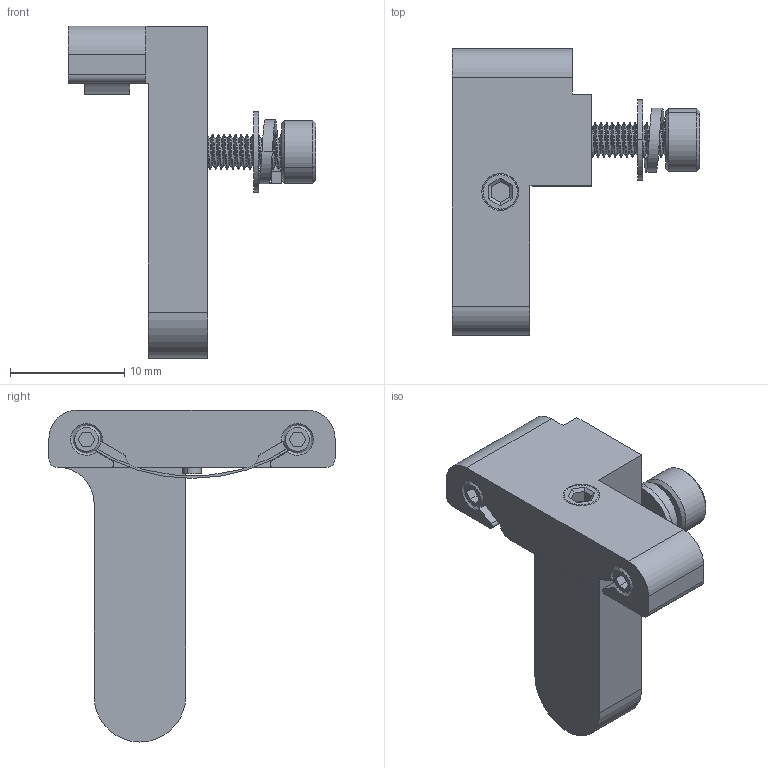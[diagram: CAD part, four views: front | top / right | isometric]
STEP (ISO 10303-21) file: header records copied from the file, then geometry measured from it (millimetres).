
FILE_DESCRIPTION(('FreeCAD Model'),'2;1');
FILE_NAME('Open CASCADE Shape Model','2023-03-22T12:22:52',('Author'),( ''),'Open CASCADE STEP processor 7.6','FreeCAD','Unknown');
FILE_SCHEMA(('AUTOMOTIVE_DESIGN { 1 0 10303 214 1 1 1 1 }'));
Length unit declared in the file: millimetre
Products named in the file (9): LinkGroup001; Solid001; Solid003; Solid004; Solid005; Solid006; Solid009; Solid011; Solid012
Assembly tree (8 placements, depth 2):
  LinkGroup001
    Solid001
    Solid003
    Solid004
    Solid005
    Solid006
    Solid009
    Solid011
    Solid012
Bounding box: 21.64 x 25 x 29 mm (x, y, z)
Volume: 2149.2 mm3; surface area: 2242.1 mm2
Topology: 8 solids, 8 shells, 238 faces, 597 edges, 377 vertices
Faces by surface type: cylinder 118, plane 68, cone 48, bspline 4
Entity records: 21090 total; most frequent: CARTESIAN_POINT 9627, DIRECTION 1969, ORIENTED_EDGE 1182, PCURVE 1182, DEFINITIONAL_REPRESENTATION 1182, LINE 1177, VECTOR 1177, EDGE_CURVE 591
